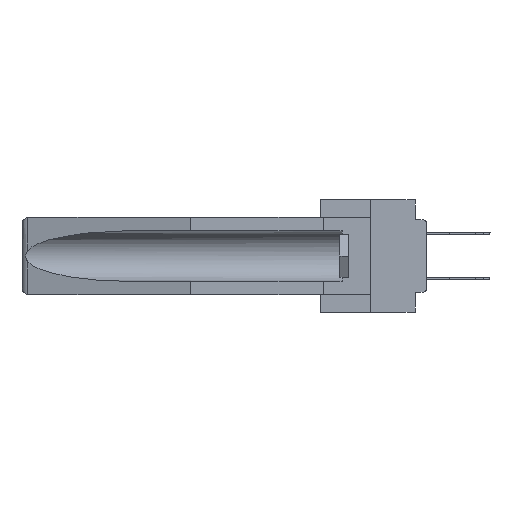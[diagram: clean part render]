
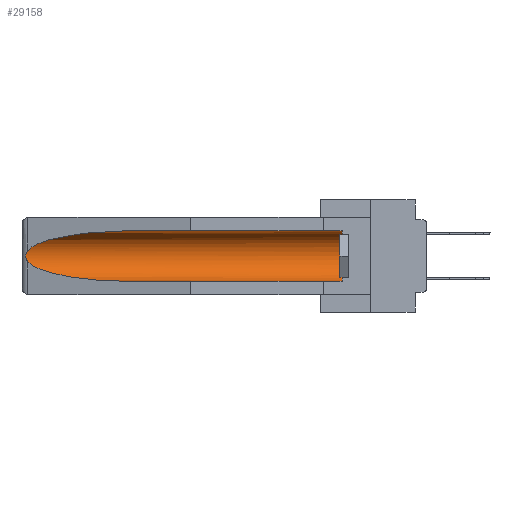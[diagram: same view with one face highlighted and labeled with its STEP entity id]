
A CAD part, left-side view. The second image highlights one B-rep face of the part: STEP entity #29158.
In plain terms, the highlighted cylindrical face has radius 2.857 mm (diameter 5.715 mm), a partial arc.
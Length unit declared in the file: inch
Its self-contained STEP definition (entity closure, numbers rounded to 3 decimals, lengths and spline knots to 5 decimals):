
#6 = VERTEX_POINT ( 'NONE', #14272 ) ;
#1293 = ORIENTED_EDGE ( 'NONE', *, *, #3161, .T. ) ;
#2267 = DIRECTION ( 'NONE',  ( 0., 1., 0. ) ) ;
#3161 = EDGE_CURVE ( 'NONE', #16456, #30215, #16880, .T. ) ;
#3365 = CARTESIAN_POINT ( 'NONE',  ( 0.155, -0.30754, -0.059 ) ) ;
#5371 = CARTESIAN_POINT ( 'NONE',  ( 0.26655, 1.53094, -0.18657 ) ) ;
#5442 = CARTESIAN_POINT ( 'NONE',  ( 0.25451, 1.48313, -0.24835 ) ) ;
#5885 = EDGE_CURVE ( 'NONE', #9660, #14081, #29530, .T. ) ;
#5912 = CARTESIAN_POINT ( 'NONE',  ( 0.26537, 1.52718, -0.19328 ) ) ;
#6397 =( BOUNDED_CURVE ( )  B_SPLINE_CURVE ( 3, ( #27174, #5442, #10285, #21495 ),
 .UNSPECIFIED., .F., .T. ) 
 B_SPLINE_CURVE_WITH_KNOTS ( ( 4, 4 ),
 ( 0.1948, 1.5708 ),
 .UNSPECIFIED. ) 
 CURVE ( )  GEOMETRIC_REPRESENTATION_ITEM ( )  RATIONAL_B_SPLINE_CURVE ( ( 1., 0.848, 0.848, 1. ) ) 
 REPRESENTATION_ITEM ( '' )  );
#7592 = LINE ( 'NONE', #26666, #23509 ) ;
#9660 = VERTEX_POINT ( 'NONE', #26779 ) ;
#9987 = CYLINDRICAL_SURFACE ( 'NONE', #12154, 0.1125 ) ;
#10188 = ORIENTED_EDGE ( 'NONE', *, *, #5885, .T. ) ;
#10208 = CARTESIAN_POINT ( 'NONE',  ( 0.155, 1.07973, -0.284 ) ) ;
#10285 = CARTESIAN_POINT ( 'NONE',  ( 0.21114, 1.30732, -0.284 ) ) ;
#10864 = CARTESIAN_POINT ( 'NONE',  ( 0.155, 1.07973, -0.059 ) ) ;
#12154 = AXIS2_PLACEMENT_3D ( 'NONE', #28882, #17992, #31720 ) ;
#13031 = FACE_OUTER_BOUND ( 'NONE', #17059, .T. ) ;
#13924 = ORIENTED_EDGE ( 'NONE', *, *, #33983, .F. ) ;
#14081 = VERTEX_POINT ( 'NONE', #5912 ) ;
#14103 = CARTESIAN_POINT ( 'NONE',  ( 0.2675, 1.53308, -0.16763 ) ) ;
#14225 = VECTOR ( 'NONE', #22573, 39.37008 ) ;
#14272 = CARTESIAN_POINT ( 'NONE',  ( 0.155, 0.126, -0.284 ) ) ;
#14775 = VERTEX_POINT ( 'NONE', #10208 ) ;
#14834 = CARTESIAN_POINT ( 'NONE',  ( 0.155, 0.126, -0.059 ) ) ;
#16411 = CARTESIAN_POINT ( 'NONE',  ( 0.26654, 1.53092, -0.15636 ) ) ;
#16456 = VERTEX_POINT ( 'NONE', #14834 ) ;
#16880 = LINE ( 'NONE', #3365, #14225 ) ;
#17059 = EDGE_LOOP ( 'NONE', ( #28224, #10188, #33391, #13924, #33793, #1293 ) ) ;
#17211 = DIRECTION ( 'NONE',  ( 0., 0., 1. ) ) ;
#17992 = DIRECTION ( 'NONE',  ( 0., 1., 0. ) ) ;
#18892 = CARTESIAN_POINT ( 'NONE',  ( 0.26597, 1.52961, -0.15275 ) ) ;
#19073 = CARTESIAN_POINT ( 'NONE',  ( 0.26597, 1.5296, -0.19026 ) ) ;
#19256 = CARTESIAN_POINT ( 'NONE',  ( 0.2673, 1.53269, -0.17917 ) ) ;
#19598 = CARTESIAN_POINT ( 'NONE',  ( 0.2675, 1.53308, -0.17534 ) ) ;
#21495 = CARTESIAN_POINT ( 'NONE',  ( 0.155, 1.07973, -0.284 ) ) ;
#21994 = CARTESIAN_POINT ( 'NONE',  ( 0.155, 1.07973, -0.059 ) ) ;
#22057 =( BOUNDED_CURVE ( )  B_SPLINE_CURVE ( 3, ( #10864, #24041, #24218, #32248 ),
 .UNSPECIFIED., .F., .T. ) 
 B_SPLINE_CURVE_WITH_KNOTS ( ( 4, 4 ),
 ( 4.71239, 6.08839 ),
 .UNSPECIFIED. ) 
 CURVE ( )  GEOMETRIC_REPRESENTATION_ITEM ( )  RATIONAL_B_SPLINE_CURVE ( ( 1., 0.848, 0.848, 1. ) ) 
 REPRESENTATION_ITEM ( '' )  );
#22383 = DIRECTION ( 'NONE',  ( 0., -1., 0. ) ) ;
#22573 = DIRECTION ( 'NONE',  ( 0., 1., 0. ) ) ;
#23509 = VECTOR ( 'NONE', #2267, 39.37008 ) ;
#24041 = CARTESIAN_POINT ( 'NONE',  ( 0.21114, 1.30732, -0.059 ) ) ;
#24218 = CARTESIAN_POINT ( 'NONE',  ( 0.25451, 1.48313, -0.09465 ) ) ;
#24325 = EDGE_CURVE ( 'NONE', #6, #16456, #24893, .T. ) ;
#24893 = CIRCLE ( 'NONE', #25467, 0.1125 ) ;
#25467 = AXIS2_PLACEMENT_3D ( 'NONE', #32929, #22383, #17211 ) ;
#26666 = CARTESIAN_POINT ( 'NONE',  ( 0.155, -0.30754, -0.284 ) ) ;
#26779 = CARTESIAN_POINT ( 'NONE',  ( 0.26537, 1.52718, -0.14972 ) ) ;
#27091 = CARTESIAN_POINT ( 'NONE',  ( 0.26537, 1.52718, -0.19328 ) ) ;
#27174 = CARTESIAN_POINT ( 'NONE',  ( 0.26537, 1.52718, -0.19328 ) ) ;
#27278 = CARTESIAN_POINT ( 'NONE',  ( 0.2673, 1.5327, -0.16383 ) ) ;
#28001 = EDGE_CURVE ( 'NONE', #30215, #9660, #22057, .T. ) ;
#28224 = ORIENTED_EDGE ( 'NONE', *, *, #28001, .T. ) ;
#28882 = CARTESIAN_POINT ( 'NONE',  ( 0.155, -0.30754, -0.1715 ) ) ;
#29158 = ADVANCED_FACE ( 'NONE', ( #13031 ), #9987, .F. ) ;
#29530 = B_SPLINE_CURVE_WITH_KNOTS ( 'NONE', 3,
 ( #29771, #18892, #16411, #27278, #14103, #19598, #19256, #5371, #19073, #27091 ),
 .UNSPECIFIED., .F., .F.,
 ( 4, 2, 2, 2, 4 ),
 ( 0., 0.00029, 0.00058, 0.00087, 0.00117 ),
 .UNSPECIFIED. ) ;
#29771 = CARTESIAN_POINT ( 'NONE',  ( 0.26537, 1.52718, -0.14972 ) ) ;
#30215 = VERTEX_POINT ( 'NONE', #21994 ) ;
#31720 = DIRECTION ( 'NONE',  ( 0., 0., 1. ) ) ;
#32248 = CARTESIAN_POINT ( 'NONE',  ( 0.26537, 1.52718, -0.14972 ) ) ;
#32929 = CARTESIAN_POINT ( 'NONE',  ( 0.155, 0.126, -0.1715 ) ) ;
#33391 = ORIENTED_EDGE ( 'NONE', *, *, #35185, .T. ) ;
#33793 = ORIENTED_EDGE ( 'NONE', *, *, #24325, .T. ) ;
#33983 = EDGE_CURVE ( 'NONE', #6, #14775, #7592, .T. ) ;
#35185 = EDGE_CURVE ( 'NONE', #14081, #14775, #6397, .T. ) ;
